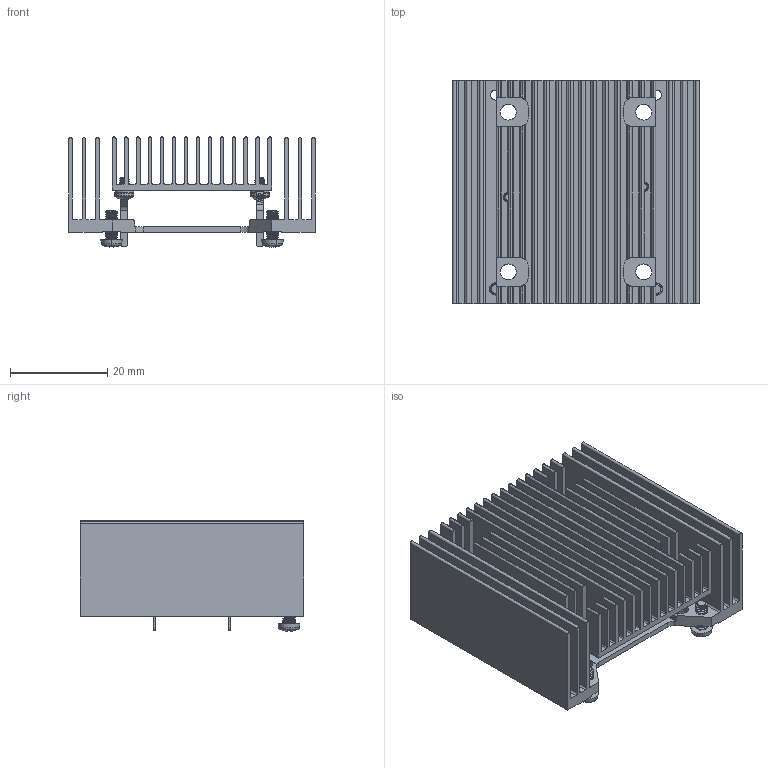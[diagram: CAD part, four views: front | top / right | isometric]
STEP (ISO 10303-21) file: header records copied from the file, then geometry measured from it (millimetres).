
FILE_DESCRIPTION (( 'STEP AP214' ), '1' );
FILE_NAME ('40519 Dual HS 4623 11mm.STEP', '2019-02-13T19:28:28', ( 'admin' ), ( 'Microsoft' ), 'SwSTEP 2.0', 'SolidWorks 2017', '' );
FILE_SCHEMA (( 'AUTOMOTIVE_DESIGN' ));
Length unit declared in the file: inch
Products named in the file (9): 40247; 40086; 39949-XX_39949-05 ASSEMBLED; 40098; 40519 Dual HS 4623 11mm; 40578_94017A152; 39949-XX_39949-07 ASSEMBLED; 40110_LONG-FLOW; 40327
Assembly tree (11 placements, depth 3):
  40519 Dual HS 4623 11mm
    40098
    40110_LONG-FLOW
      39949-XX_39949-05 ASSEMBLED
      40086
      40247  x2
      40327  x2
    39949-XX_39949-07 ASSEMBLED
    40578_94017A152  x2
Bounding box: 50.8 x 46 x 22.7 mm (x, y, z)
Volume: 13604.8 mm3; surface area: 30797.8 mm2
Topology: 12 solids, 12 shells, 793 faces, 2249 edges, 1488 vertices
Faces by surface type: plane 338, cylinder 302, bspline 100, cone 43, torus 8, sphere 2
Entity records: 32734 total; most frequent: CARTESIAN_POINT 10638, ORIENTED_EDGE 3266, DIRECTION 2758, EDGE_CURVE 1633, VERTEX_POINT 1083, AXIS2_PLACEMENT_3D 954, VECTOR 850, LINE 850
